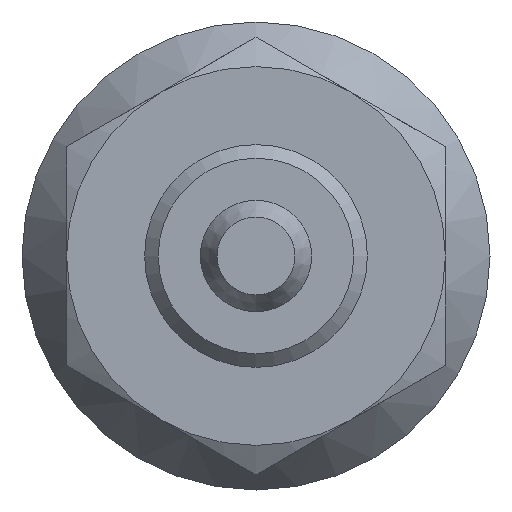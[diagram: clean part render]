
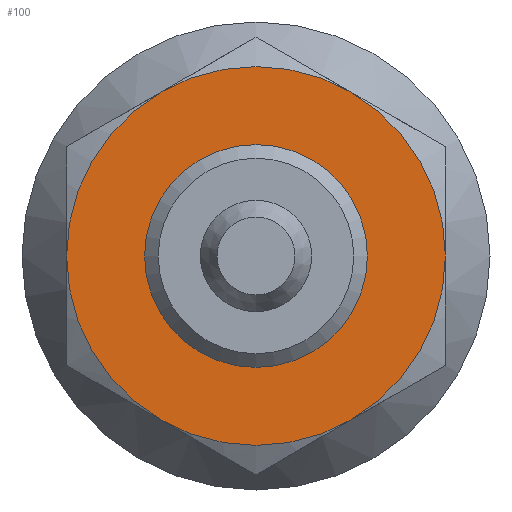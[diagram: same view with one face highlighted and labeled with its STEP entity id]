
A CAD part, front view. The second image highlights one B-rep face of the part: STEP entity #100.
In plain terms, the highlighted planar face has unit normal (0, -1, 0).
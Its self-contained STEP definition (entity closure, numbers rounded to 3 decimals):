
#100 = ADVANCED_FACE( '', ( #233, #234 ), #235, .T. );
#233 = FACE_OUTER_BOUND( '', #402, .T. );
#234 = FACE_BOUND( '', #403, .T. );
#235 = PLANE( '', #404 );
#402 = EDGE_LOOP( '', ( #624, #625, #626, #627, #628, #629 ) );
#403 = EDGE_LOOP( '', ( #630 ) );
#404 = AXIS2_PLACEMENT_3D( '', #631, #632, #633 );
#624 = ORIENTED_EDGE( '', *, *, #924, .T. );
#625 = ORIENTED_EDGE( '', *, *, #906, .T. );
#626 = ORIENTED_EDGE( '', *, *, #898, .T. );
#627 = ORIENTED_EDGE( '', *, *, #943, .T. );
#628 = ORIENTED_EDGE( '', *, *, #944, .T. );
#629 = ORIENTED_EDGE( '', *, *, #945, .T. );
#630 = ORIENTED_EDGE( '', *, *, #946, .F. );
#631 = CARTESIAN_POINT( '', ( 5., -13., 0. ) );
#632 = DIRECTION( '', ( 0., -1., 0. ) );
#633 = DIRECTION( '', ( 0., 0., -1. ) );
#898 = EDGE_CURVE( '', #1045, #1046, #1047, .T. );
#906 = EDGE_CURVE( '', #1059, #1045, #1060, .T. );
#924 = EDGE_CURVE( '', #1080, #1059, #1088, .T. );
#943 = EDGE_CURVE( '', #1046, #1116, #1117, .T. );
#944 = EDGE_CURVE( '', #1116, #1118, #1119, .T. );
#945 = EDGE_CURVE( '', #1118, #1080, #1120, .T. );
#946 = EDGE_CURVE( '', #1121, #1121, #1122, .T. );
#1045 = VERTEX_POINT( '', #1264 );
#1046 = VERTEX_POINT( '', #1265 );
#1047 = CIRCLE( '', #1266, 8.5 );
#1059 = VERTEX_POINT( '', #1302 );
#1060 = CIRCLE( '', #1303, 8.5 );
#1080 = VERTEX_POINT( '', #1349 );
#1088 = CIRCLE( '', #1374, 8.5 );
#1116 = VERTEX_POINT( '', #1426 );
#1117 = CIRCLE( '', #1427, 8.5 );
#1118 = VERTEX_POINT( '', #1428 );
#1119 = CIRCLE( '', #1429, 8.5 );
#1120 = CIRCLE( '', #1430, 8.5 );
#1121 = VERTEX_POINT( '', #1431 );
#1122 = CIRCLE( '', #1432, 5. );
#1264 = CARTESIAN_POINT( '', ( 4.25, -13., 7.361 ) );
#1265 = CARTESIAN_POINT( '', ( -4.25, -13., 7.361 ) );
#1266 = AXIS2_PLACEMENT_3D( '', #1647, #1648, #1649 );
#1302 = CARTESIAN_POINT( '', ( 8.5, -13., 0. ) );
#1303 = AXIS2_PLACEMENT_3D( '', #1653, #1654, #1655 );
#1349 = CARTESIAN_POINT( '', ( 4.25, -13., -7.361 ) );
#1374 = AXIS2_PLACEMENT_3D( '', #1667, #1668, #1669 );
#1426 = CARTESIAN_POINT( '', ( -8.5, -13., 0. ) );
#1427 = AXIS2_PLACEMENT_3D( '', #1686, #1687, #1688 );
#1428 = CARTESIAN_POINT( '', ( -4.25, -13., -7.361 ) );
#1429 = AXIS2_PLACEMENT_3D( '', #1689, #1690, #1691 );
#1430 = AXIS2_PLACEMENT_3D( '', #1692, #1693, #1694 );
#1431 = CARTESIAN_POINT( '', ( 0., -13., -5. ) );
#1432 = AXIS2_PLACEMENT_3D( '', #1695, #1696, #1697 );
#1647 = CARTESIAN_POINT( '', ( 0., -13., 0. ) );
#1648 = DIRECTION( '', ( 0., -1., 0. ) );
#1649 = DIRECTION( '', ( 0., 0., -1. ) );
#1653 = CARTESIAN_POINT( '', ( 0., -13., 0. ) );
#1654 = DIRECTION( '', ( 0., -1., 0. ) );
#1655 = DIRECTION( '', ( 0., 0., -1. ) );
#1667 = CARTESIAN_POINT( '', ( 0., -13., 0. ) );
#1668 = DIRECTION( '', ( 0., -1., 0. ) );
#1669 = DIRECTION( '', ( 0., 0., -1. ) );
#1686 = CARTESIAN_POINT( '', ( 0., -13., 0. ) );
#1687 = DIRECTION( '', ( 0., -1., 0. ) );
#1688 = DIRECTION( '', ( 0., 0., -1. ) );
#1689 = CARTESIAN_POINT( '', ( 0., -13., 0. ) );
#1690 = DIRECTION( '', ( 0., -1., 0. ) );
#1691 = DIRECTION( '', ( 0., 0., -1. ) );
#1692 = CARTESIAN_POINT( '', ( 0., -13., 0. ) );
#1693 = DIRECTION( '', ( 0., -1., 0. ) );
#1694 = DIRECTION( '', ( 0., 0., -1. ) );
#1695 = CARTESIAN_POINT( '', ( 0., -13., 0. ) );
#1696 = DIRECTION( '', ( 0., -1., 0. ) );
#1697 = DIRECTION( '', ( 0., 0., -1. ) );
